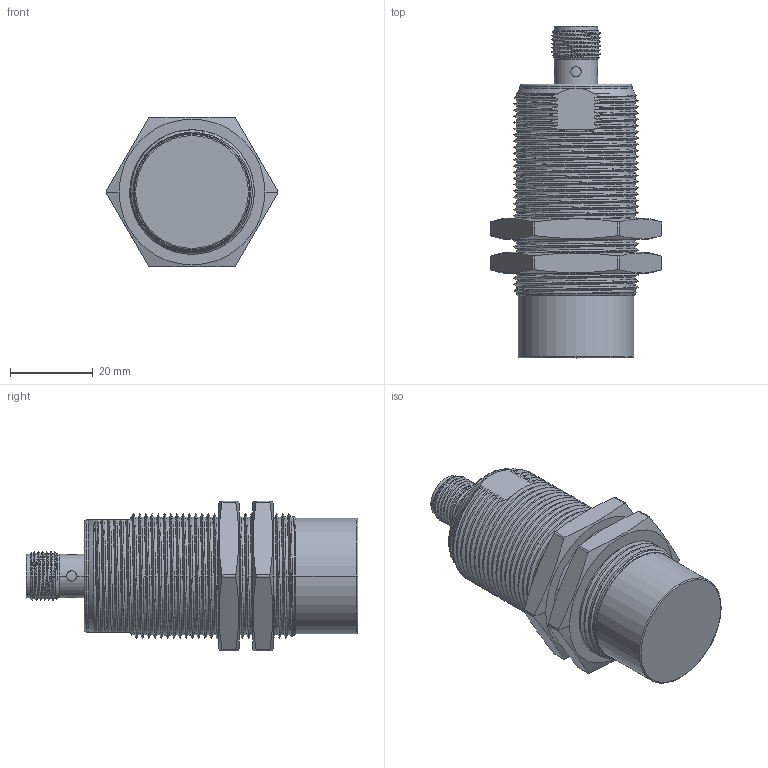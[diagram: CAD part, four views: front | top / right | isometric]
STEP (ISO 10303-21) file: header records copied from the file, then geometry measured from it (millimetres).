
FILE_DESCRIPTION(/* description */ (''),/* implementation_level */ '2;1');
FILE_NAME(/* name */ 'ELCO_Ni22-ZG30-CP6L-Q12.stp',/* time_stamp */ '2025-12-18T09:35:50+08:00',/* author */ (''),/* organization */ (''),/* preprocessor_version */ 'ST-DEVELOPER v16',/* originating_system */ 'SIEMENS PLM Software NX 10.0',/* authorisation */ '');
FILE_SCHEMA (('AUTOMOTIVE_DESIGN { 1 0 10303 214 3 1 1 1 }'));
Length unit declared in the file: millimetre
Products named in the file (1): Admi0CD878D6fxi1
Bounding box: 41.41 x 80 x 36 mm (x, y, z)
Volume: 47854.5 mm3; surface area: 14854.7 mm2
Topology: 3 solids, 4 shells, 273 faces, 713 edges, 458 vertices
Faces by surface type: cylinder 141, bspline 57, plane 35, cone 32, torus 8
Full cylindrical faces by diameter (mm): 10.5 x1
Entity records: 22388 total; most frequent: CARTESIAN_POINT 16331, ORIENTED_EDGE 1424, DIRECTION 895, EDGE_CURVE 712, VERTEX_POINT 458, B_SPLINE_CURVE_WITH_KNOTS 382, AXIS2_PLACEMENT_3D 348, EDGE_LOOP 290
